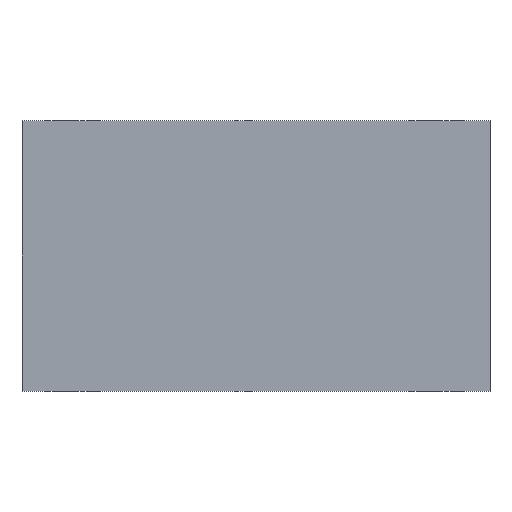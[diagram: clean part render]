
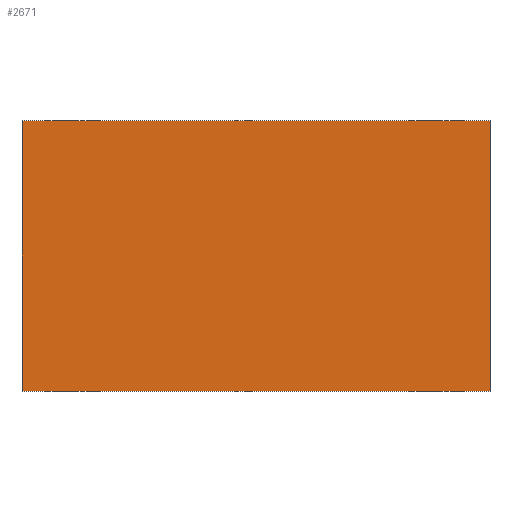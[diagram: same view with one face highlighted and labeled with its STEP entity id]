
A CAD part, front view. The second image highlights one B-rep face of the part: STEP entity #2671.
In plain terms, the highlighted planar face has unit normal (0, -1, 0).
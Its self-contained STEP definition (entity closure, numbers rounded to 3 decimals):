
#182=LINE('',#3974,#385);
#218=LINE('',#4373,#421);
#221=LINE('',#4382,#424);
#223=LINE('',#4389,#426);
#385=VECTOR('',#3171,1000.);
#421=VECTOR('',#3299,1000.);
#424=VECTOR('',#3308,1000.);
#426=VECTOR('',#3316,1000.);
#741=ORIENTED_EDGE('',*,*,#1515,.T.);
#742=ORIENTED_EDGE('',*,*,#1506,.F.);
#743=ORIENTED_EDGE('',*,*,#1511,.F.);
#744=ORIENTED_EDGE('',*,*,#1388,.T.);
#1388=EDGE_CURVE('',#1779,#1778,#182,.T.);
#1506=EDGE_CURVE('',#1885,#1886,#218,.T.);
#1511=EDGE_CURVE('',#1779,#1885,#221,.T.);
#1515=EDGE_CURVE('',#1778,#1886,#223,.T.);
#1778=VERTEX_POINT('',#3973);
#1779=VERTEX_POINT('',#3975);
#1885=VERTEX_POINT('',#4372);
#1886=VERTEX_POINT('',#4374);
#2182=EDGE_LOOP('',(#741,#742,#743,#744));
#2393=FACE_BOUND('',#2182,.T.);
#2578=PLANE('',#2900);
#2671=ADVANCED_FACE('',(#2393),#2578,.F.);
#2900=AXIS2_PLACEMENT_3D('',#4390,#3317,#3318);
#3171=DIRECTION('',(0.,0.,-1.));
#3299=DIRECTION('',(0.,0.,-1.));
#3308=DIRECTION('',(1.,0.,0.));
#3316=DIRECTION('',(1.,0.,0.));
#3317=DIRECTION('',(0.,1.,0.));
#3318=DIRECTION('',(0.,0.,1.));
#3973=CARTESIAN_POINT('',(-22.5,0.,-13.));
#3974=CARTESIAN_POINT('',(-22.5,0.,13.));
#3975=CARTESIAN_POINT('',(-22.5,0.,13.));
#4372=CARTESIAN_POINT('',(22.5,0.,13.));
#4373=CARTESIAN_POINT('',(22.5,0.,13.));
#4374=CARTESIAN_POINT('',(22.5,0.,-13.));
#4382=CARTESIAN_POINT('',(-22.5,0.,13.));
#4389=CARTESIAN_POINT('',(-22.5,0.,-13.));
#4390=CARTESIAN_POINT('',(-22.5,0.,13.));
